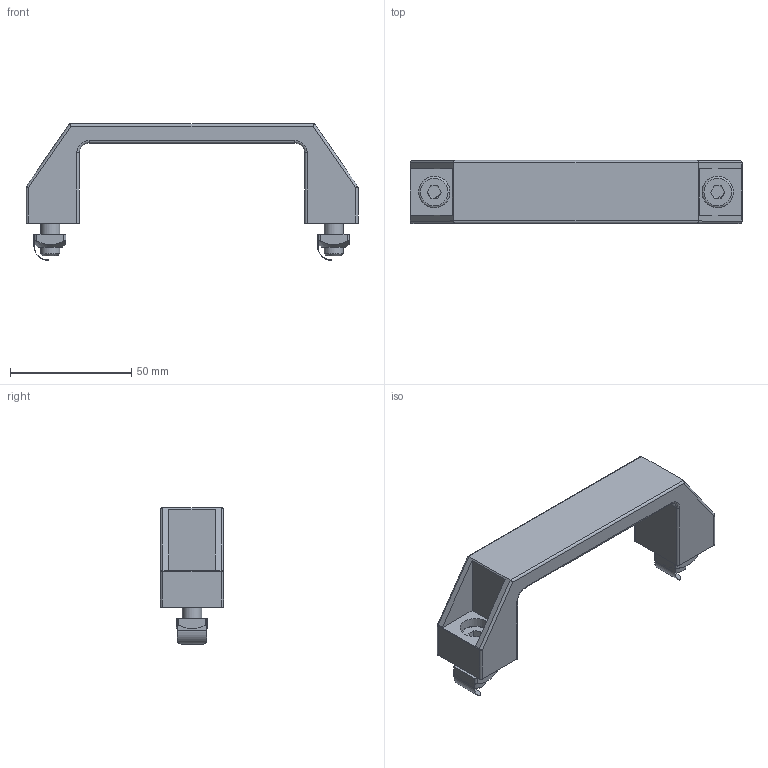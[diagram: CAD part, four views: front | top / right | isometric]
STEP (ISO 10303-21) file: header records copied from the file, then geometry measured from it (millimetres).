
FILE_DESCRIPTION(/* description */ ('Handgriff 120 grau'),/* implementation_level */ '2;1');
FILE_NAME(/* name */ 'ZEI_CAD_211092-4-REV00_#SALL_#AIN_#V1.step',/* time_stamp */ '2022-10-10T06:56:42+02:00',/* author */ ('MiniTec'),/* organization */ ('MiniTec GmbH & Co.KG'),/* preprocessor_version */ 'ST-DEVELOPER v18.1',/* originating_system */ 'Autodesk Inventor 2021',/* authorisation */ '');
FILE_SCHEMA (('CONFIG_CONTROL_DESIGN'));
Length unit declared in the file: millimetre
Products named in the file (4): leer; leer_1; 21-1351-2FZ.005; leer_2
Assembly tree (5 placements, depth 2):
  leer
    leer_1
    leer_2  x2
    21-1351-2FZ.005  x2
Bounding box: 137 x 26 x 56.31 mm (x, y, z)
Volume: 46875.7 mm3; surface area: 19968.6 mm2
Topology: 5 solids, 5 shells, 124 faces, 312 edges, 202 vertices
Faces by surface type: plane 60, cylinder 46, torus 8, cone 6, sphere 4
Full cylindrical faces by diameter (mm): 8 x4, 8.5 x2, 13 x4
Entity records: 2861 total; most frequent: CARTESIAN_POINT 569, DIRECTION 466, ORIENTED_EDGE 436, EDGE_CURVE 218, AXIS2_PLACEMENT_3D 173, VERTEX_POINT 139, LINE 120, VECTOR 120
